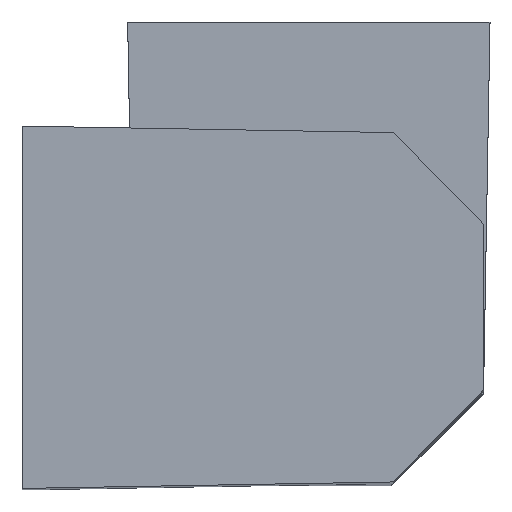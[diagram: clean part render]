
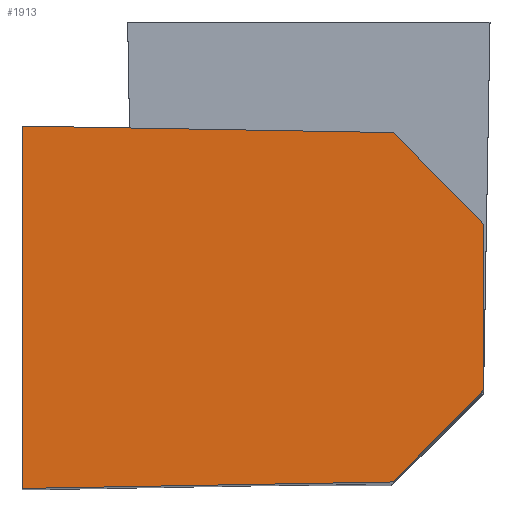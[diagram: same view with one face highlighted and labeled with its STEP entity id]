
A CAD part, top view. The second image highlights one B-rep face of the part: STEP entity #1913.
In plain terms, the highlighted free-form (B-spline) face has degree [1, 1] with [2, 2] control points.
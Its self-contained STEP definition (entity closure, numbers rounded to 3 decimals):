
#1864=CARTESIAN_POINT('',(-10.264,6.599,60.));
#1865=CARTESIAN_POINT('',(6.564,6.599,60.));
#1866=CARTESIAN_POINT('',(-10.264,-6.599,60.));
#1867=CARTESIAN_POINT('',(6.564,-6.599,60.));
#1868=B_SPLINE_SURFACE_WITH_KNOTS('',1,1,((#1864,#1866),(#1865,#1867)),.UNSPECIFIED.,.F.,.F.,.U.,(2,2),(2,2),(0.0,16.828),(0.0,13.199),.UNSPECIFIED.);
#1869=CARTESIAN_POINT('',(5.8,2.733,60.));
#1870=VERTEX_POINT('',#1869);
#1871=CARTESIAN_POINT('',(2.8,5.785,60.));
#1872=VERTEX_POINT('',#1871);
#1873=CARTESIAN_POINT('',(5.8,2.733,60.));
#1874=CARTESIAN_POINT('',(2.8,5.785,60.));
#1875=QUASI_UNIFORM_CURVE('',1,(#1873,#1874),.UNSPECIFIED.,.F.,.U.);
#1876=EDGE_CURVE('',#1870,#1872,#1875,.T.);
#1877=ORIENTED_EDGE('',*,*,#1876,.T.);
#1878=CARTESIAN_POINT('',(-9.5,6.,60.));
#1879=VERTEX_POINT('',#1878);
#1880=CARTESIAN_POINT('',(2.8,5.785,60.));
#1881=CARTESIAN_POINT('',(-9.5,6.,60.));
#1882=QUASI_UNIFORM_CURVE('',1,(#1880,#1881),.UNSPECIFIED.,.F.,.U.);
#1883=EDGE_CURVE('',#1872,#1879,#1882,.T.);
#1884=ORIENTED_EDGE('',*,*,#1883,.T.);
#1885=CARTESIAN_POINT('',(-9.5,-6.0,60.));
#1886=VERTEX_POINT('',#1885);
#1887=CARTESIAN_POINT('',(-9.5,6.,60.));
#1888=CARTESIAN_POINT('',(-9.5,-6.0,60.));
#1889=QUASI_UNIFORM_CURVE('',1,(#1887,#1888),.UNSPECIFIED.,.F.,.U.);
#1890=EDGE_CURVE('',#1879,#1886,#1889,.T.);
#1891=ORIENTED_EDGE('',*,*,#1890,.T.);
#1892=CARTESIAN_POINT('',(2.8,-5.785,60.));
#1893=VERTEX_POINT('',#1892);
#1894=CARTESIAN_POINT('',(-9.5,-6.0,60.));
#1895=CARTESIAN_POINT('',(2.8,-5.785,60.));
#1896=QUASI_UNIFORM_CURVE('',1,(#1894,#1895),.UNSPECIFIED.,.F.,.U.);
#1897=EDGE_CURVE('',#1886,#1893,#1896,.T.);
#1898=ORIENTED_EDGE('',*,*,#1897,.T.);
#1899=CARTESIAN_POINT('',(5.8,-2.733,60.));
#1900=VERTEX_POINT('',#1899);
#1901=CARTESIAN_POINT('',(2.8,-5.785,60.));
#1902=CARTESIAN_POINT('',(5.8,-2.733,60.));
#1903=QUASI_UNIFORM_CURVE('',1,(#1901,#1902),.UNSPECIFIED.,.F.,.U.);
#1904=EDGE_CURVE('',#1893,#1900,#1903,.T.);
#1905=ORIENTED_EDGE('',*,*,#1904,.T.);
#1906=CARTESIAN_POINT('',(5.8,-2.733,60.));
#1907=CARTESIAN_POINT('',(5.8,2.733,60.));
#1908=QUASI_UNIFORM_CURVE('',1,(#1906,#1907),.UNSPECIFIED.,.F.,.U.);
#1909=EDGE_CURVE('',#1900,#1870,#1908,.T.);
#1910=ORIENTED_EDGE('',*,*,#1909,.T.);
#1911=EDGE_LOOP('',(#1877,#1884,#1891,#1898,#1905,#1910));
#1912=FACE_OUTER_BOUND('',#1911,.T.);
#1913=ADVANCED_FACE('',(#1912),#1868,.F.);
